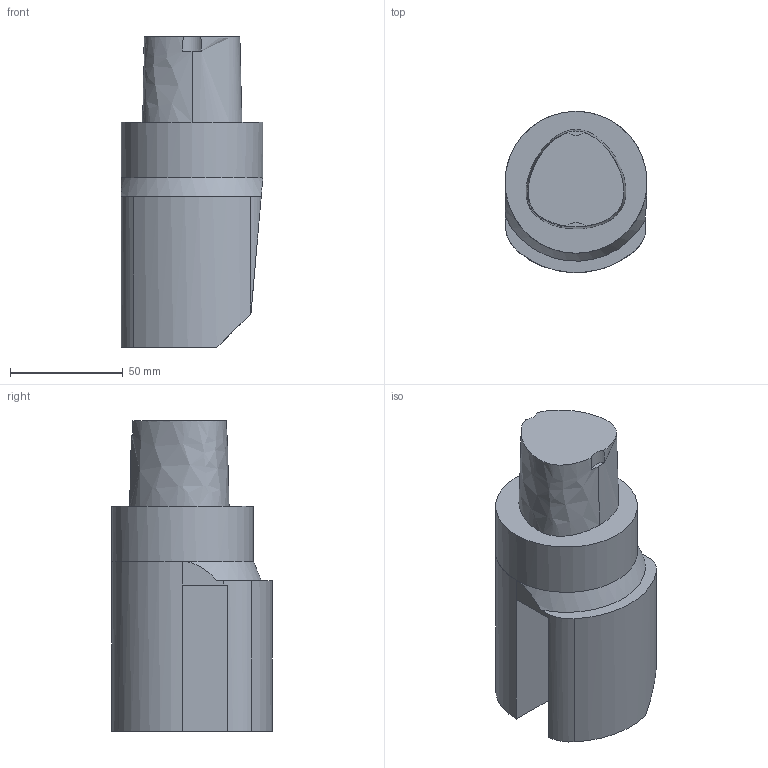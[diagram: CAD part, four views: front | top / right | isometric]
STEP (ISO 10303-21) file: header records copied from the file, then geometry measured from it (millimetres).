
FILE_DESCRIPTION((''),'1');
FILE_NAME('C6-180-BH20R-32100.stp','2022-10-12T07:38:28',(''),(''),'Spatial Interop R21 SP3','Kubotek KeyCreator 2011 V10.0.2 (22737)',' ');
FILE_SCHEMA(('automotive_design'));
Length unit declared in the file: millimetre
Products named in the file (1): 240[2]
Bounding box: 62.99 x 71.45 x 138 mm (x, y, z)
Volume: 370750.2 mm3; surface area: 35294.5 mm2
Topology: 1 solids, 1 shells, 23 faces, 59 edges, 39 vertices
Faces by surface type: plane 13, cylinder 7, bspline 2, cone 1
Full cylindrical faces by diameter (mm): 62.985 x1
Entity records: 1814 total; most frequent: CARTESIAN_POINT 691, ORIENTED_EDGE 114, DIRECTION 107, PRESENTATION_STYLE_ASSIGNMENT 105, COLOUR_RGB 105, STYLED_ITEM 81, CURVE_STYLE 81, DRAUGHTING_PRE_DEFINED_CURVE_FONT 81
